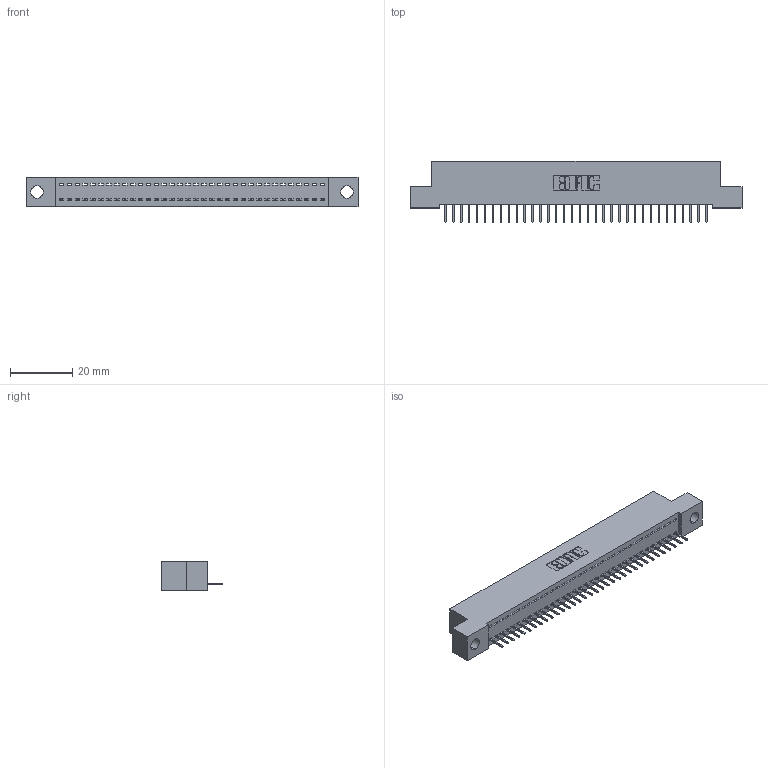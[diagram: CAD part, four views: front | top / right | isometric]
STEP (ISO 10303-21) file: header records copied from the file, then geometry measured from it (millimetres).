
FILE_DESCRIPTION (( 'STEP AP203' ), '1' );
FILE_NAME ('342-034-524-104.STEP', '2018-08-11T18:25:10', ( '' ), ( '' ), 'SwSTEP 2.0', 'SolidWorks 2016', '' );
FILE_SCHEMA (( 'CONFIG_CONTROL_DESIGN' ));
Length unit declared in the file: inch
Products named in the file (3): 342-034-524-104; 342 Part_.156 TH; 345-292-001_345-293-124
Assembly tree (35 placements, depth 2):
  342-034-524-104
    342 Part_.156 TH
    345-292-001_345-293-124  x34
Bounding box: 106.68 x 19.69 x 9.4 mm (x, y, z)
Volume: 9102.9 mm3; surface area: 12619.4 mm2
Topology: 35 solids, 35 shells, 2218 faces, 6419 edges, 4142 vertices
Faces by surface type: plane 1698, cylinder 520
Entity records: 21765 total; most frequent: CARTESIAN_POINT 3760, ORIENTED_EDGE 3730, DIRECTION 3189, EDGE_CURVE 1865, LINE 1741, VECTOR 1741, VERTEX_POINT 1238, AXIS2_PLACEMENT_3D 724
